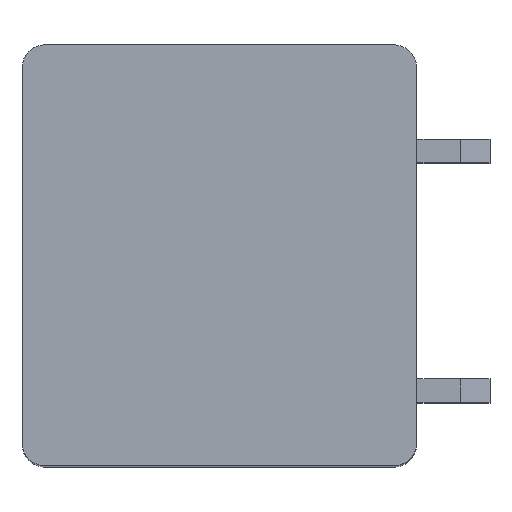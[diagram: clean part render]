
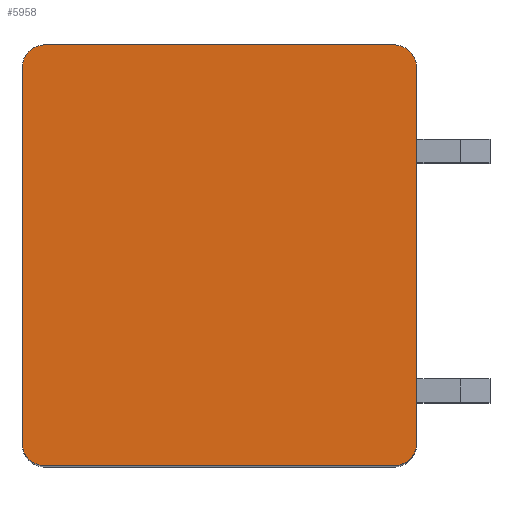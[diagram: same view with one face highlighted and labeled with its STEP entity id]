
A CAD part, top view. The second image highlights one B-rep face of the part: STEP entity #5958.
In plain terms, the highlighted planar face has unit normal (0, 0, 1).
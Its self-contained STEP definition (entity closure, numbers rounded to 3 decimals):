
#683=CARTESIAN_POINT('',(-5.95,6.4,1.75));
#684=DIRECTION('',(0.,0.,1.));
#685=DIRECTION('',(0.,1.,0.));
#686=AXIS2_PLACEMENT_3D('',#683,#684,#685);
#688=DIRECTION('',(-1.,0.,0.));
#689=VECTOR('',#688,11.9);
#690=CARTESIAN_POINT('',(5.95,7.2,1.75));
#691=LINE('',#690,#689);
#692=CARTESIAN_POINT('',(5.95,6.4,1.75));
#693=DIRECTION('',(0.,0.,1.));
#694=DIRECTION('',(1.,0.,0.));
#695=AXIS2_PLACEMENT_3D('',#692,#693,#694);
#697=DIRECTION('',(0.,1.,0.));
#698=VECTOR('',#697,12.8);
#699=CARTESIAN_POINT('',(6.75,-6.4,1.75));
#700=LINE('',#699,#698);
#701=CARTESIAN_POINT('',(5.95,-6.4,1.75));
#702=DIRECTION('',(0.,0.,1.));
#703=DIRECTION('',(0.,-1.,0.));
#704=AXIS2_PLACEMENT_3D('',#701,#702,#703);
#706=DIRECTION('',(1.,0.,0.));
#707=VECTOR('',#706,11.9);
#708=CARTESIAN_POINT('',(-5.95,-7.2,1.75));
#709=LINE('',#708,#707);
#710=CARTESIAN_POINT('',(-5.95,-6.4,1.75));
#711=DIRECTION('',(0.,0.,1.));
#712=DIRECTION('',(-1.,0.,0.));
#713=AXIS2_PLACEMENT_3D('',#710,#711,#712);
#715=DIRECTION('',(0.,-1.,0.));
#716=VECTOR('',#715,12.8);
#717=CARTESIAN_POINT('',(-6.75,6.4,1.75));
#718=LINE('',#717,#716);
#4449=CARTESIAN_POINT('',(-5.95,7.2,1.75));
#4450=VERTEX_POINT('',#4449);
#4451=CARTESIAN_POINT('',(-6.75,6.4,1.75));
#4452=VERTEX_POINT('',#4451);
#4457=CARTESIAN_POINT('',(6.75,6.4,1.75));
#4458=VERTEX_POINT('',#4457);
#4459=CARTESIAN_POINT('',(5.95,7.2,1.75));
#4460=VERTEX_POINT('',#4459);
#4465=CARTESIAN_POINT('',(-6.75,-6.4,1.75));
#4466=VERTEX_POINT('',#4465);
#4467=CARTESIAN_POINT('',(-5.95,-7.2,1.75));
#4468=VERTEX_POINT('',#4467);
#4473=CARTESIAN_POINT('',(5.95,-7.2,1.75));
#4474=VERTEX_POINT('',#4473);
#4475=CARTESIAN_POINT('',(6.75,-6.4,1.75));
#4476=VERTEX_POINT('',#4475);
#5943=CARTESIAN_POINT('',(0.,0.,1.75));
#5944=DIRECTION('',(0.,0.,1.));
#5945=DIRECTION('',(1.,0.,0.));
#5946=AXIS2_PLACEMENT_3D('',#5943,#5944,#5945);
#5947=PLANE('',#5946);
#5948=ORIENTED_EDGE('',*,*,#5503,.F.);
#5949=ORIENTED_EDGE('',*,*,#5519,.F.);
#5950=ORIENTED_EDGE('',*,*,#5728,.F.);
#5951=ORIENTED_EDGE('',*,*,#5743,.F.);
#5952=ORIENTED_EDGE('',*,*,#5896,.F.);
#5953=ORIENTED_EDGE('',*,*,#5909,.F.);
#5954=ORIENTED_EDGE('',*,*,#5924,.F.);
#5955=ORIENTED_EDGE('',*,*,#5936,.F.);
#5956=EDGE_LOOP('',(#5948,#5949,#5950,#5951,#5952,#5953,#5954,#5955));
#5957=FACE_OUTER_BOUND('',#5956,.F.);
#687=CIRCLE('',#686,0.8);
#696=CIRCLE('',#695,0.8);
#705=CIRCLE('',#704,0.8);
#714=CIRCLE('',#713,0.8);
#5503=EDGE_CURVE('',#4450,#4452,#687,.T.);
#5519=EDGE_CURVE('',#4460,#4450,#691,.T.);
#5728=EDGE_CURVE('',#4458,#4460,#696,.T.);
#5743=EDGE_CURVE('',#4476,#4458,#700,.T.);
#5896=EDGE_CURVE('',#4474,#4476,#705,.T.);
#5909=EDGE_CURVE('',#4468,#4474,#709,.T.);
#5924=EDGE_CURVE('',#4466,#4468,#714,.T.);
#5936=EDGE_CURVE('',#4452,#4466,#718,.T.);
#5958=ADVANCED_FACE('',(#5957),#5947,.T.);
